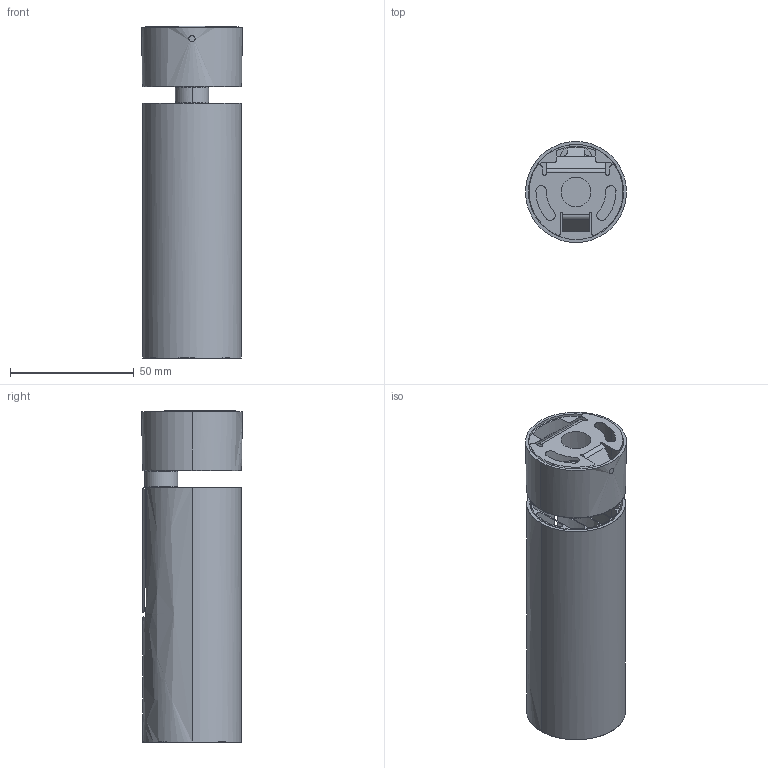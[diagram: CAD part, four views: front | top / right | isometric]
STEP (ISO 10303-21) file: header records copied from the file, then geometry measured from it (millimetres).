
FILE_DESCRIPTION(/* description */ (''),/* implementation_level */ '2;1');
FILE_NAME(/* name */ 'Vector Surface Mounted 40',/* time_stamp */ '2022-03-22T14:00:07+01:00',/* author */ (''),/* organization */ (''),/* preprocessor_version */ 'ST-DEVELOPER v15',/* originating_system */ '',/* authorisation */ '');
FILE_SCHEMA (('AUTOMOTIVE_DESIGN'));
Length unit declared in the file: millimetre
Products named in the file (1): Document
Bounding box: 40.84 x 40.78 x 134.25 mm (x, y, z)
Surface area: 21754.1 mm2 (no closed solid volume)
Topology: 0 solids, 20 shells, 30 faces, 207 edges, 195 vertices
Faces by surface type: bspline 16, plane 14
Entity records: 2886 total; most frequent: CARTESIAN_POINT 1744, ORIENTED_EDGE 226, EDGE_CURVE 207, VERTEX_POINT 195, B_SPLINE_CURVE_WITH_KNOTS 107, EDGE_LOOP 46, ADVANCED_FACE 30, FACE_OUTER_BOUND 30
